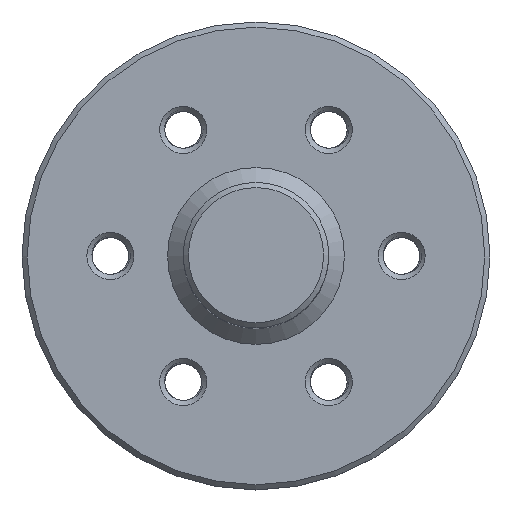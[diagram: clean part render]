
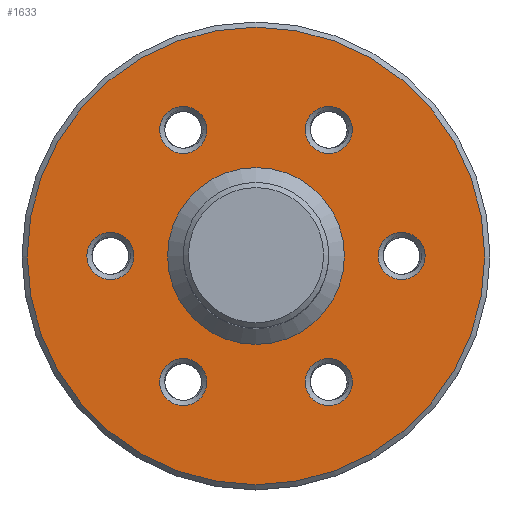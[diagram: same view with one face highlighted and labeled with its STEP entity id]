
A CAD part, top view. The second image highlights one B-rep face of the part: STEP entity #1633.
In plain terms, the highlighted planar face has unit normal (0, 0, 1).
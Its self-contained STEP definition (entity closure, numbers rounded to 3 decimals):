
#37=FACE_BOUND('',#258,.T.);
#38=FACE_BOUND('',#259,.T.);
#39=FACE_BOUND('',#260,.T.);
#40=FACE_BOUND('',#261,.T.);
#41=FACE_BOUND('',#262,.T.);
#42=FACE_BOUND('',#263,.T.);
#43=FACE_BOUND('',#264,.T.);
#58=PLANE('',#1795);
#151=FACE_OUTER_BOUND('',#257,.T.);
#257=EDGE_LOOP('',(#1386));
#258=EDGE_LOOP('',(#1387));
#259=EDGE_LOOP('',(#1388));
#260=EDGE_LOOP('',(#1389));
#261=EDGE_LOOP('',(#1390));
#262=EDGE_LOOP('',(#1391));
#263=EDGE_LOOP('',(#1392));
#264=EDGE_LOOP('',(#1393));
#349=CIRCLE('',#1793,2.264);
#350=CIRCLE('',#1796,22.);
#351=CIRCLE('',#1797,8.5);
#352=CIRCLE('',#1798,2.264);
#353=CIRCLE('',#1799,2.264);
#354=CIRCLE('',#1800,2.264);
#355=CIRCLE('',#1801,2.264);
#356=CIRCLE('',#1802,2.264);
#741=VERTEX_POINT('',#6794);
#742=VERTEX_POINT('',#6799);
#743=VERTEX_POINT('',#6801);
#744=VERTEX_POINT('',#6803);
#745=VERTEX_POINT('',#6805);
#746=VERTEX_POINT('',#6807);
#747=VERTEX_POINT('',#6809);
#748=VERTEX_POINT('',#6811);
#975=EDGE_CURVE('',#741,#741,#349,.T.);
#976=EDGE_CURVE('',#742,#742,#350,.T.);
#977=EDGE_CURVE('',#743,#743,#351,.T.);
#978=EDGE_CURVE('',#744,#744,#352,.T.);
#979=EDGE_CURVE('',#745,#745,#353,.T.);
#980=EDGE_CURVE('',#746,#746,#354,.T.);
#981=EDGE_CURVE('',#747,#747,#355,.T.);
#982=EDGE_CURVE('',#748,#748,#356,.T.);
#1386=ORIENTED_EDGE('',*,*,#976,.F.);
#1387=ORIENTED_EDGE('',*,*,#977,.T.);
#1388=ORIENTED_EDGE('',*,*,#978,.F.);
#1389=ORIENTED_EDGE('',*,*,#979,.F.);
#1390=ORIENTED_EDGE('',*,*,#980,.F.);
#1391=ORIENTED_EDGE('',*,*,#981,.F.);
#1392=ORIENTED_EDGE('',*,*,#982,.F.);
#1393=ORIENTED_EDGE('',*,*,#975,.F.);
#1633=ADVANCED_FACE('',(#151,#37,#38,#39,#40,#41,#42,#43),#58,.T.);
#1793=AXIS2_PLACEMENT_3D('',#6796,#2115,#2116);
#1795=AXIS2_PLACEMENT_3D('',#6798,#2119,#2120);
#1796=AXIS2_PLACEMENT_3D('',#6800,#2121,#2122);
#1797=AXIS2_PLACEMENT_3D('',#6802,#2123,#2124);
#1798=AXIS2_PLACEMENT_3D('',#6804,#2125,#2126);
#1799=AXIS2_PLACEMENT_3D('',#6806,#2127,#2128);
#1800=AXIS2_PLACEMENT_3D('',#6808,#2129,#2130);
#1801=AXIS2_PLACEMENT_3D('',#6810,#2131,#2132);
#1802=AXIS2_PLACEMENT_3D('',#6812,#2133,#2134);
#2115=DIRECTION('center_axis',(0.,0.,1.));
#2116=DIRECTION('ref_axis',(1.,0.,0.));
#2119=DIRECTION('center_axis',(0.,0.,1.));
#2120=DIRECTION('ref_axis',(1.,0.,0.));
#2121=DIRECTION('center_axis',(0.,0.,-1.));
#2122=DIRECTION('ref_axis',(1.,0.,0.));
#2123=DIRECTION('center_axis',(0.,0.,-1.));
#2124=DIRECTION('ref_axis',(-1.,0.,0.));
#2125=DIRECTION('center_axis',(0.,0.,1.));
#2126=DIRECTION('ref_axis',(1.,0.,0.));
#2127=DIRECTION('center_axis',(0.,0.,1.));
#2128=DIRECTION('ref_axis',(1.,0.,0.));
#2129=DIRECTION('center_axis',(0.,0.,1.));
#2130=DIRECTION('ref_axis',(1.,0.,0.));
#2131=DIRECTION('center_axis',(0.,0.,1.));
#2132=DIRECTION('ref_axis',(1.,0.,0.));
#2133=DIRECTION('center_axis',(0.,0.,1.));
#2134=DIRECTION('ref_axis',(1.,0.,0.));
#6794=CARTESIAN_POINT('',(-9.264,12.124,3.));
#6796=CARTESIAN_POINT('Origin',(-7.,12.124,3.));
#6798=CARTESIAN_POINT('Origin',(0.,0.,3.));
#6799=CARTESIAN_POINT('',(-22.,0.,3.));
#6800=CARTESIAN_POINT('Origin',(0.,0.,3.));
#6801=CARTESIAN_POINT('',(8.5,0.,3.));
#6802=CARTESIAN_POINT('Origin',(0.,0.,3.));
#6803=CARTESIAN_POINT('',(-16.264,0.,3.));
#6804=CARTESIAN_POINT('Origin',(-14.,0.,
3.));
#6805=CARTESIAN_POINT('',(11.736,0.,3.));
#6806=CARTESIAN_POINT('Origin',(14.,0.,3.));
#6807=CARTESIAN_POINT('',(4.736,-12.124,3.));
#6808=CARTESIAN_POINT('Origin',(7.,-12.124,3.));
#6809=CARTESIAN_POINT('',(-9.264,-12.124,3.));
#6810=CARTESIAN_POINT('Origin',(-7.,-12.124,3.));
#6811=CARTESIAN_POINT('',(4.736,12.124,3.));
#6812=CARTESIAN_POINT('Origin',(7.,12.124,3.));
